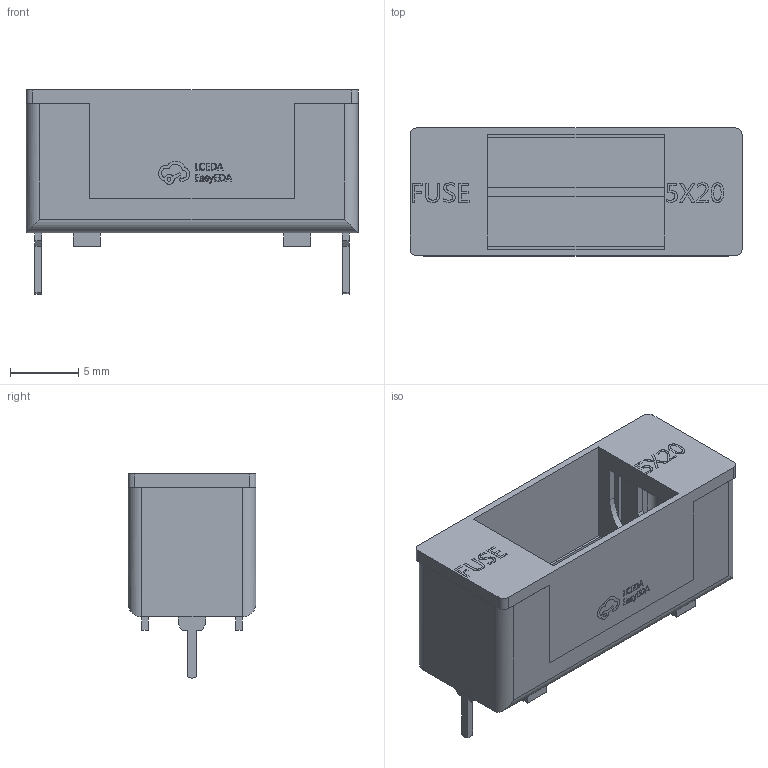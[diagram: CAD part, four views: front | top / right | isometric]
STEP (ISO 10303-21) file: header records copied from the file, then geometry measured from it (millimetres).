
FILE_DESCRIPTION (( 'STEP AP214' ), '1' );
FILE_NAME ('FUSE-TH_L24.4-W9.4-H11.5-P22.60.step', '2022-06-24T02:33:29', ( '' ), ( '' ), 'SwSTEP 2.0', 'SolidWorks 2020', '' );
FILE_SCHEMA (( 'AUTOMOTIVE_DESIGN' ));
Length unit declared in the file: millimetre
Products named in the file (3): 錨璃2; FUSE-TH_L24.4-W9.4-H11.5-P22.60; 錨璃1
Assembly tree (2 placements, depth 2):
  FUSE-TH_L24.4-W9.4-H11.5-P22.60
    錨璃1
    錨璃2
Bounding box: 24.4 x 9.4 x 15 mm (x, y, z)
Volume: 661.5 mm3; surface area: 2499.6 mm2
Topology: 2 solids, 2 shells, 549 faces, 1516 edges, 1004 vertices
Faces by surface type: plane 384, bspline 140, cylinder 25
Entity records: 25197 total; most frequent: CARTESIAN_POINT 6898, ORIENTED_EDGE 3032, DIRECTION 2098, EDGE_CURVE 1516, VECTOR 1186, LINE 1186, VERTEX_POINT 1004, EDGE_LOOP 590
